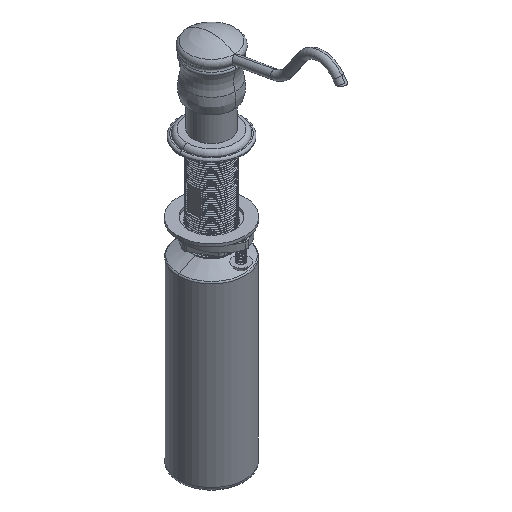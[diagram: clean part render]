
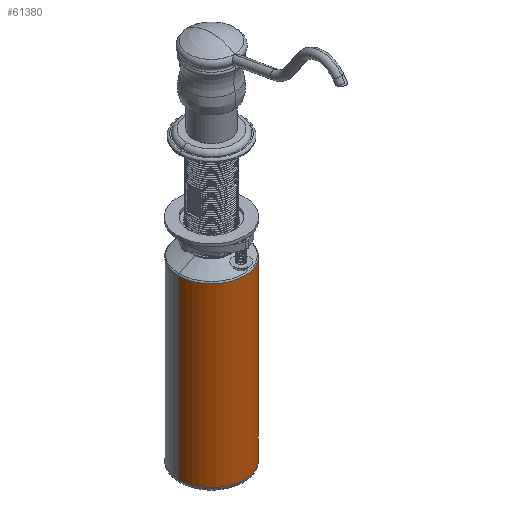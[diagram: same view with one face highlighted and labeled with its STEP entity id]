
A CAD part, isometric view. The second image highlights one B-rep face of the part: STEP entity #61380.
In plain terms, the highlighted cylindrical face has radius 24.876 mm (diameter 49.751 mm), a partial arc.
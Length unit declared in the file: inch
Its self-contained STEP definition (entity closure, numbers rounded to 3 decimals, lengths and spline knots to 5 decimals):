
#21413=CARTESIAN_POINT('',(0.,0.,-3.26381));
#21414=DIRECTION('',(0.,0.,1.));
#21415=DIRECTION('',(-1.,0.,0.));
#21416=AXIS2_PLACEMENT_3D('',#21413,#21414,#21415);
#21421=DIRECTION('',(0.,0.,1.));
#21422=VECTOR('',#21421,5.19619);
#21423=CARTESIAN_POINT('',(0.97936,0.,-8.46));
#21424=LINE('',#21423,#21422);
#21428=CARTESIAN_POINT('',(0.,0.,-8.46));
#21429=DIRECTION('',(0.,0.,1.));
#21430=DIRECTION('',(-1.,0.,0.));
#21431=AXIS2_PLACEMENT_3D('',#21428,#21429,#21430);
#21436=DIRECTION('',(0.,0.,1.));
#21437=VECTOR('',#21436,5.19619);
#21438=CARTESIAN_POINT('',(-0.97936,0.,-8.46));
#21439=LINE('',#21438,#21437);
#33101=CARTESIAN_POINT('',(-0.97936,0.,-8.46));
#33102=CARTESIAN_POINT('',(0.97936,0.,-8.46));
#33103=VERTEX_POINT('',#33101);
#33104=VERTEX_POINT('',#33102);
#33113=CARTESIAN_POINT('',(0.97936,0.,-3.26381));
#33114=CARTESIAN_POINT('',(-0.97936,0.,-3.26381));
#33115=VERTEX_POINT('',#33113);
#33116=VERTEX_POINT('',#33114);
#61368=CARTESIAN_POINT('',(0.,0.,-2.0225));
#61369=DIRECTION('',(0.,0.,-1.));
#61370=DIRECTION('',(1.,0.,0.));
#61371=AXIS2_PLACEMENT_3D('',#61368,#61369,#61370);
#61372=CYLINDRICAL_SURFACE('',#61371,0.97936);
#61373=ORIENTED_EDGE('',*,*,#61333,.T.);
#61374=ORIENTED_EDGE('',*,*,#61363,.F.);
#61376=ORIENTED_EDGE('',*,*,#61375,.F.);
#61377=ORIENTED_EDGE('',*,*,#61359,.T.);
#61378=EDGE_LOOP('',(#61373,#61374,#61376,#61377));
#61379=FACE_OUTER_BOUND('',#61378,.F.);
#21417=CIRCLE('',#21416,0.97936);
#21432=CIRCLE('',#21431,0.97936);
#61333=EDGE_CURVE('',#33116,#33115,#21417,.T.);
#61359=EDGE_CURVE('',#33103,#33116,#21439,.T.);
#61363=EDGE_CURVE('',#33104,#33115,#21424,.T.);
#61375=EDGE_CURVE('',#33103,#33104,#21432,.T.);
#61380=ADVANCED_FACE('',(#61379),#61372,.T.);
